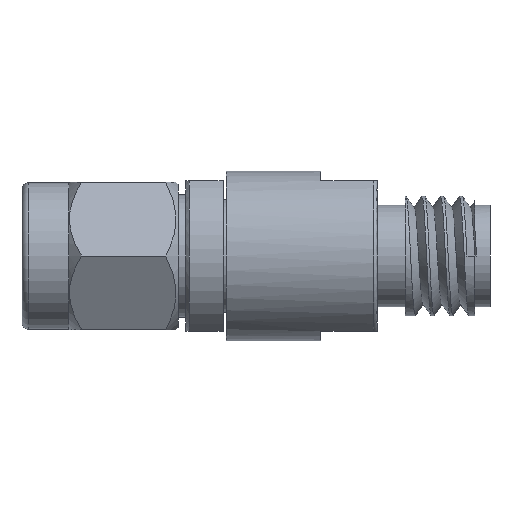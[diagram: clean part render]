
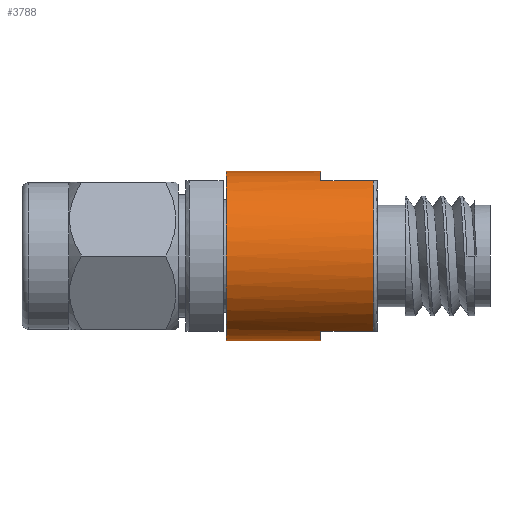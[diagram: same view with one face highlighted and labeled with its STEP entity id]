
A CAD part, front view. The second image highlights one B-rep face of the part: STEP entity #3788.
In plain terms, the highlighted cylindrical face has radius 4.5 mm (diameter 9 mm), a partial arc.
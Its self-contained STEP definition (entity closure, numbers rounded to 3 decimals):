
#308 = EDGE_CURVE ( 'NONE', #2438, #2824, #1610, .T. ) ;
#462 = DIRECTION ( 'NONE',  ( -1., 0., 0. ) ) ;
#499 = ORIENTED_EDGE ( 'NONE', *, *, #2699, .F. ) ;
#529 = VECTOR ( 'NONE', #947, 1000. ) ;
#585 = CARTESIAN_POINT ( 'NONE',  ( 18.606, 19.457, 0. ) ) ;
#616 = CARTESIAN_POINT ( 'NONE',  ( 35.706, 17.395, -4. ) ) ;
#649 = AXIS2_PLACEMENT_3D ( 'NONE', #2206, #462, #788 ) ;
#708 = AXIS2_PLACEMENT_3D ( 'NONE', #2542, #2900, #4257 ) ;
#788 = DIRECTION ( 'NONE',  ( 0., 0., 1. ) ) ;
#932 = CARTESIAN_POINT ( 'NONE',  ( 18.606, 19.457, 4.5 ) ) ;
#947 = DIRECTION ( 'NONE',  ( -1., 0., 0. ) ) ;
#1022 = CARTESIAN_POINT ( 'NONE',  ( 27.874, 19.457, -4.5 ) ) ;
#1038 = AXIS2_PLACEMENT_3D ( 'NONE', #585, #1939, #1991 ) ;
#1110 = CARTESIAN_POINT ( 'NONE',  ( 18.606, 19.457, -4.5 ) ) ;
#1239 = CARTESIAN_POINT ( 'NONE',  ( 18.606, 17.395, 4. ) ) ;
#1292 = ORIENTED_EDGE ( 'NONE', *, *, #308, .T. ) ;
#1307 = LINE ( 'NONE', #1110, #1464 ) ;
#1372 = DIRECTION ( 'NONE',  ( 0., 0., 1. ) ) ;
#1383 = DIRECTION ( 'NONE',  ( -1., 0., 0. ) ) ;
#1464 = VECTOR ( 'NONE', #3187, 1000. ) ;
#1467 = VECTOR ( 'NONE', #3747, 1000. ) ;
#1506 = EDGE_CURVE ( 'NONE', #4417, #1745, #4171, .T. ) ;
#1610 = LINE ( 'NONE', #2305, #2833 ) ;
#1645 = CARTESIAN_POINT ( 'NONE',  ( 35.706, 17.395, 4. ) ) ;
#1715 = ORIENTED_EDGE ( 'NONE', *, *, #1506, .T. ) ;
#1745 = VERTEX_POINT ( 'NONE', #2490 ) ;
#1790 = CIRCLE ( 'NONE', #4367, 4.5 ) ;
#1797 = FACE_OUTER_BOUND ( 'NONE', #3548, .T. ) ;
#1939 = DIRECTION ( 'NONE',  ( -1., 0., 0. ) ) ;
#1965 = ORIENTED_EDGE ( 'NONE', *, *, #4112, .F. ) ;
#1991 = DIRECTION ( 'NONE',  ( 0., 0., 1. ) ) ;
#2206 = CARTESIAN_POINT ( 'NONE',  ( 27.874, 19.457, 0. ) ) ;
#2305 = CARTESIAN_POINT ( 'NONE',  ( 18.606, 17.395, -4. ) ) ;
#2321 = DIRECTION ( 'NONE',  ( 1., 0., 0. ) ) ;
#2404 = LINE ( 'NONE', #1239, #1467 ) ;
#2438 = VERTEX_POINT ( 'NONE', #2742 ) ;
#2490 = CARTESIAN_POINT ( 'NONE',  ( 27.874, 19.457, 4.5 ) ) ;
#2518 = CIRCLE ( 'NONE', #3712, 4.5 ) ;
#2542 = CARTESIAN_POINT ( 'NONE',  ( 32.906, 19.457, 0. ) ) ;
#2560 = VERTEX_POINT ( 'NONE', #1645 ) ;
#2685 = CIRCLE ( 'NONE', #708, 4.5 ) ;
#2699 = EDGE_CURVE ( 'NONE', #3389, #4074, #1307, .T. ) ;
#2742 = CARTESIAN_POINT ( 'NONE',  ( 32.906, 17.395, -4. ) ) ;
#2813 = ORIENTED_EDGE ( 'NONE', *, *, #3820, .T. ) ;
#2824 = VERTEX_POINT ( 'NONE', #616 ) ;
#2833 = VECTOR ( 'NONE', #2321, 1000. ) ;
#2892 = ORIENTED_EDGE ( 'NONE', *, *, #4068, .T. ) ;
#2900 = DIRECTION ( 'NONE',  ( -1., 0., 0. ) ) ;
#2970 = CARTESIAN_POINT ( 'NONE',  ( 32.906, 19.457, -4.5 ) ) ;
#3040 = DIRECTION ( 'NONE',  ( -1., 0., 0. ) ) ;
#3187 = DIRECTION ( 'NONE',  ( -1., 0., 0. ) ) ;
#3358 = DIRECTION ( 'NONE',  ( 0., 0., -1. ) ) ;
#3389 = VERTEX_POINT ( 'NONE', #2970 ) ;
#3442 = VERTEX_POINT ( 'NONE', #3860 ) ;
#3475 = CARTESIAN_POINT ( 'NONE',  ( 35.706, 19.457, 0. ) ) ;
#3548 = EDGE_LOOP ( 'NONE', ( #499, #4195, #1292, #2892, #3774, #2813, #1715, #1965 ) ) ;
#3609 = EDGE_CURVE ( 'NONE', #3389, #2438, #2685, .T. ) ;
#3712 = AXIS2_PLACEMENT_3D ( 'NONE', #4089, #3040, #3358 ) ;
#3747 = DIRECTION ( 'NONE',  ( -1., 0., 0. ) ) ;
#3774 = ORIENTED_EDGE ( 'NONE', *, *, #3870, .T. ) ;
#3788 = ADVANCED_FACE ( 'NONE', ( #1797 ), #4172, .T. ) ;
#3820 = EDGE_CURVE ( 'NONE', #3442, #4417, #2518, .T. ) ;
#3860 = CARTESIAN_POINT ( 'NONE',  ( 32.906, 17.395, 4. ) ) ;
#3870 = EDGE_CURVE ( 'NONE', #2560, #3442, #2404, .T. ) ;
#4068 = EDGE_CURVE ( 'NONE', #2824, #2560, #1790, .T. ) ;
#4074 = VERTEX_POINT ( 'NONE', #1022 ) ;
#4089 = CARTESIAN_POINT ( 'NONE',  ( 32.906, 19.457, 0. ) ) ;
#4112 = EDGE_CURVE ( 'NONE', #4074, #1745, #4278, .T. ) ;
#4171 = LINE ( 'NONE', #932, #529 ) ;
#4172 = CYLINDRICAL_SURFACE ( 'NONE', #1038, 4.5 ) ;
#4195 = ORIENTED_EDGE ( 'NONE', *, *, #3609, .T. ) ;
#4257 = DIRECTION ( 'NONE',  ( 0., 0., -1. ) ) ;
#4278 = CIRCLE ( 'NONE', #649, 4.5 ) ;
#4367 = AXIS2_PLACEMENT_3D ( 'NONE', #3475, #1383, #1372 ) ;
#4417 = VERTEX_POINT ( 'NONE', #4484 ) ;
#4484 = CARTESIAN_POINT ( 'NONE',  ( 32.906, 19.457, 4.5 ) ) ;
